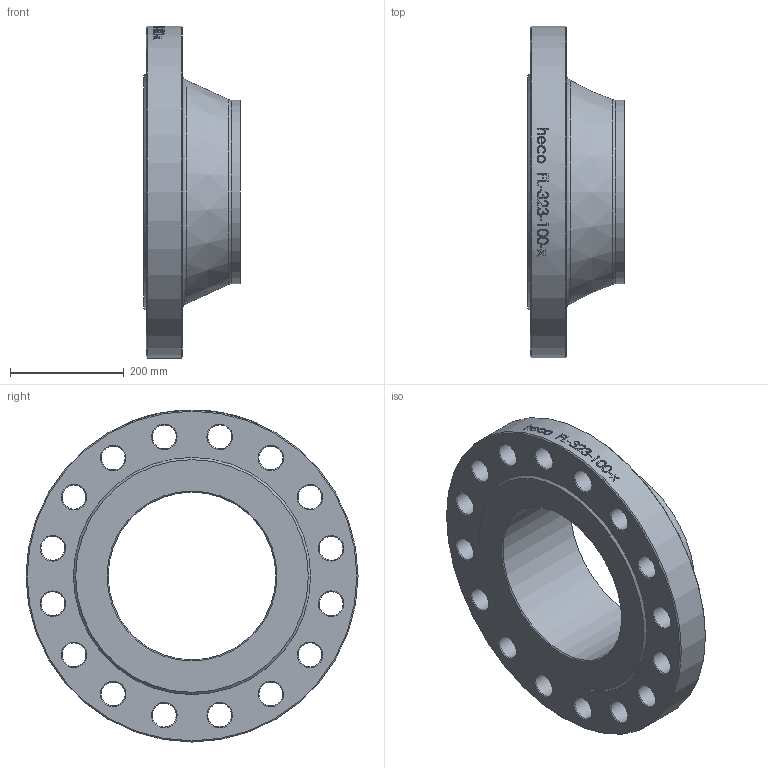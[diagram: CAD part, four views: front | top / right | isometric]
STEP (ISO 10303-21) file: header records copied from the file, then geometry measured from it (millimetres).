
FILE_DESCRIPTION (( 'STEP AP214' ), '1' );
FILE_NAME ('FL-323-100-x Vorschweissflansch EN1092 2103.STEP', '2021-03-02T09:20:26', ( '' ), ( '' ), 'SwSTEP 2.0', 'SolidWorks 2019', '' );
FILE_SCHEMA (( 'AUTOMOTIVE_DESIGN' ));
Length unit declared in the file: millimetre
Products named in the file (1): FL-323-100-x Vorschweissflansch EN1092 2103
Bounding box: 170 x 585 x 585 mm (x, y, z)
Volume: 14826691.2 mm3; surface area: 837508.1 mm2
Topology: 1 solids, 1 shells, 82 faces, 315 edges, 256 vertices
Faces by surface type: cylinder 39, cone 37, plane 4, torus 2
Full cylindrical faces by diameter (mm): 42 x16, 295.5 x1, 323.9 x1, 585 x1
Entity records: 8369 total; most frequent: CARTESIAN_POINT 5789, ORIENTED_EDGE 472, DIRECTION 412, EDGE_CURVE 236, VERTEX_POINT 236, EDGE_LOOP 196, AXIS2_PLACEMENT_3D 194, CIRCLE 111
